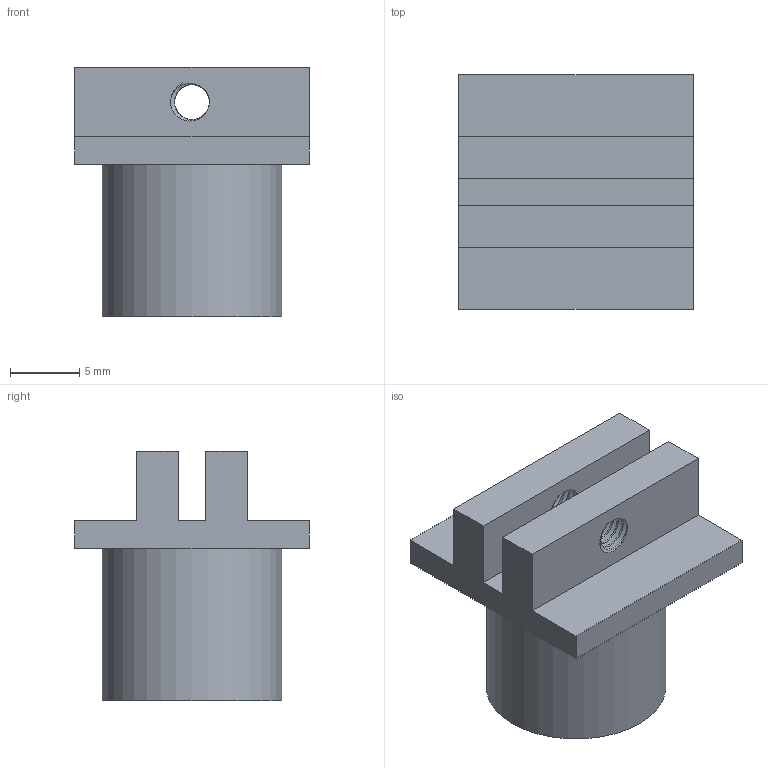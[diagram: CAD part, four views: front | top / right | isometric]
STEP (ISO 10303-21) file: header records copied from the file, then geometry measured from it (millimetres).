
FILE_DESCRIPTION(/* description */ (''),/* implementation_level */ '2;1');
FILE_NAME(/* name */ 'Mirror Mount v1.step',/* time_stamp */ '2025-08-01T20:44:10-04:00',/* author */ (''),/* organization */ (''),/* preprocessor_version */ 'ST-DEVELOPER v20.1',/* originating_system */ 'Autodesk Translation Framework v14.10.0.0',/* authorisation */ '');
FILE_SCHEMA (('AUTOMOTIVE_DESIGN { 1 0 10303 214 3 1 1 }'));
Length unit declared in the file: millimetre
Products named in the file (1): Mirror Mount
Bounding box: 16.97 x 16.97 x 18 mm (x, y, z)
Volume: 1841 mm3; surface area: 2101.3 mm2
Topology: 1 solids, 1 shells, 67 faces, 189 edges, 126 vertices
Faces by surface type: cylinder 45, plane 16, bspline 6
Full cylindrical faces by diameter (mm): 2.529 x6, 3.086 x2, 8.526 x5, 10.198 x5, 13 x1
Entity records: 5910 total; most frequent: CARTESIAN_POINT 4330, ORIENTED_EDGE 378, DIRECTION 229, EDGE_CURVE 189, VERTEX_POINT 126, B_SPLINE_CURVE_WITH_KNOTS 99, AXIS2_PLACEMENT_3D 77, LINE 75
